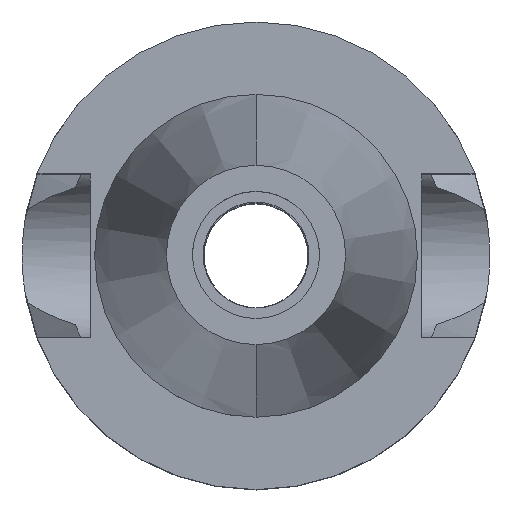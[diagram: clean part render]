
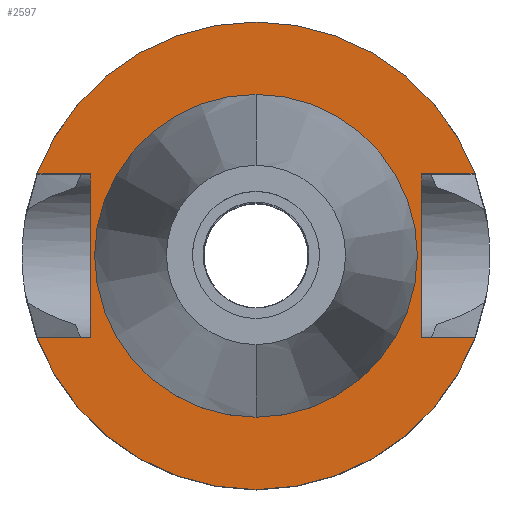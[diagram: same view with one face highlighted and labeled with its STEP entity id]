
A CAD part, top view. The second image highlights one B-rep face of the part: STEP entity #2597.
In plain terms, the highlighted planar face has unit normal (0, 0, 1).
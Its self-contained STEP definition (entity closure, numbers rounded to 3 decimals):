
#47 = DIRECTION ( 'NONE',  ( 0., 0., -1. ) ) ;
#103 = ORIENTED_EDGE ( 'NONE', *, *, #260, .T. ) ;
#144 = CARTESIAN_POINT ( 'NONE',  ( 0., 0., -1. ) ) ;
#149 = CIRCLE ( 'NONE', #1228, 15.875 ) ;
#182 = EDGE_CURVE ( 'NONE', #2347, #1005, #346, .T. ) ;
#260 = EDGE_CURVE ( 'NONE', #1460, #956, #2795, .T. ) ;
#290 = DIRECTION ( 'NONE',  ( 0., 0., -1. ) ) ;
#346 = LINE ( 'NONE', #2723, #1174 ) ;
#350 = ORIENTED_EDGE ( 'NONE', *, *, #1375, .F. ) ;
#364 = VERTEX_POINT ( 'NONE', #1207 ) ;
#382 = CARTESIAN_POINT ( 'NONE',  ( -16.3, -8.05, -1. ) ) ;
#389 = DIRECTION ( 'NONE',  ( 0., 1., 0. ) ) ;
#412 = DIRECTION ( 'NONE',  ( 1., 0., 0. ) ) ;
#431 = DIRECTION ( 'NONE',  ( 0., 0., -1. ) ) ;
#476 = DIRECTION ( 'NONE',  ( 0., -1., 0. ) ) ;
#489 = EDGE_LOOP ( 'NONE', ( #1462, #584 ) ) ;
#579 = EDGE_LOOP ( 'NONE', ( #935, #1572, #103, #1327, #2877, #1017, #1445, #350 ) ) ;
#584 = ORIENTED_EDGE ( 'NONE', *, *, #686, .F. ) ;
#601 = EDGE_CURVE ( 'NONE', #1037, #956, #2966, .T. ) ;
#654 = AXIS2_PLACEMENT_3D ( 'NONE', #1861, #290, #476 ) ;
#677 = CARTESIAN_POINT ( 'NONE',  ( 0., -15.875, -1. ) ) ;
#686 = EDGE_CURVE ( 'NONE', #1419, #1324, #149, .T. ) ;
#719 = CARTESIAN_POINT ( 'NONE',  ( 0., 15.875, -1. ) ) ;
#720 = AXIS2_PLACEMENT_3D ( 'NONE', #2294, #431, #1613 ) ;
#766 = EDGE_CURVE ( 'NONE', #1220, #1037, #806, .T. ) ;
#806 = LINE ( 'NONE', #2667, #2084 ) ;
#829 = LINE ( 'NONE', #382, #2494 ) ;
#832 = EDGE_CURVE ( 'NONE', #1460, #2347, #1286, .T. ) ;
#875 = DIRECTION ( 'NONE',  ( 0., -1., 0. ) ) ;
#894 = CARTESIAN_POINT ( 'NONE',  ( 0., 0., -1. ) ) ;
#904 = DIRECTION ( 'NONE',  ( 0., 1., 0. ) ) ;
#935 = ORIENTED_EDGE ( 'NONE', *, *, #182, .F. ) ;
#956 = VERTEX_POINT ( 'NONE', #2478 ) ;
#988 = CARTESIAN_POINT ( 'NONE',  ( 0., 0., -1. ) ) ;
#1005 = VERTEX_POINT ( 'NONE', #2983 ) ;
#1017 = ORIENTED_EDGE ( 'NONE', *, *, #1755, .F. ) ;
#1037 = VERTEX_POINT ( 'NONE', #1976 ) ;
#1118 = CARTESIAN_POINT ( 'NONE',  ( 21.545, -8.05, -1. ) ) ;
#1124 = EDGE_CURVE ( 'NONE', #1324, #1419, #1880, .T. ) ;
#1174 = VECTOR ( 'NONE', #412, 1000. ) ;
#1179 = VECTOR ( 'NONE', #2068, 1000. ) ;
#1207 = CARTESIAN_POINT ( 'NONE',  ( -21.545, 8.05, -1. ) ) ;
#1216 = LINE ( 'NONE', #2152, #1985 ) ;
#1220 = VERTEX_POINT ( 'NONE', #2787 ) ;
#1228 = AXIS2_PLACEMENT_3D ( 'NONE', #144, #2987, #875 ) ;
#1235 = DIRECTION ( 'NONE',  ( -1., 0., 0. ) ) ;
#1286 = CIRCLE ( 'NONE', #654, 23. ) ;
#1324 = VERTEX_POINT ( 'NONE', #719 ) ;
#1327 = ORIENTED_EDGE ( 'NONE', *, *, #601, .F. ) ;
#1375 = EDGE_CURVE ( 'NONE', #1005, #1737, #829, .T. ) ;
#1392 = CARTESIAN_POINT ( 'NONE',  ( -16.3, 8.05, -1. ) ) ;
#1419 = VERTEX_POINT ( 'NONE', #677 ) ;
#1445 = ORIENTED_EDGE ( 'NONE', *, *, #2136, .T. ) ;
#1454 = DIRECTION ( 'NONE',  ( 1., 0., 0. ) ) ;
#1460 = VERTEX_POINT ( 'NONE', #2619 ) ;
#1462 = ORIENTED_EDGE ( 'NONE', *, *, #1124, .F. ) ;
#1554 = DIRECTION ( 'NONE',  ( 0., -1., 0. ) ) ;
#1572 = ORIENTED_EDGE ( 'NONE', *, *, #832, .F. ) ;
#1613 = DIRECTION ( 'NONE',  ( -0.937, 0.35, 0. ) ) ;
#1737 = VERTEX_POINT ( 'NONE', #1392 ) ;
#1755 = EDGE_CURVE ( 'NONE', #364, #1220, #2036, .T. ) ;
#1789 = CARTESIAN_POINT ( 'NONE',  ( 16.3, 8.05, -1. ) ) ;
#1861 = CARTESIAN_POINT ( 'NONE',  ( 0., 0., -1. ) ) ;
#1880 = CIRCLE ( 'NONE', #2680, 15.875 ) ;
#1976 = CARTESIAN_POINT ( 'NONE',  ( 16.3, 8.05, -1. ) ) ;
#1985 = VECTOR ( 'NONE', #1454, 1000. ) ;
#2036 = CIRCLE ( 'NONE', #720, 23. ) ;
#2068 = DIRECTION ( 'NONE',  ( -1., 0., 0. ) ) ;
#2084 = VECTOR ( 'NONE', #1235, 1000. ) ;
#2136 = EDGE_CURVE ( 'NONE', #364, #1737, #1216, .T. ) ;
#2152 = CARTESIAN_POINT ( 'NONE',  ( -21.545, 8.05, -1. ) ) ;
#2294 = CARTESIAN_POINT ( 'NONE',  ( 0., 0., -1. ) ) ;
#2347 = VERTEX_POINT ( 'NONE', #2695 ) ;
#2443 = FACE_OUTER_BOUND ( 'NONE', #579, .T. ) ;
#2478 = CARTESIAN_POINT ( 'NONE',  ( 16.3, -8.05, -1. ) ) ;
#2480 = VECTOR ( 'NONE', #1554, 1000. ) ;
#2494 = VECTOR ( 'NONE', #904, 1000. ) ;
#2527 = DIRECTION ( 'NONE',  ( 0., 0., 1. ) ) ;
#2597 = ADVANCED_FACE ( 'NONE', ( #2443, #2677 ), #2641, .F. ) ;
#2619 = CARTESIAN_POINT ( 'NONE',  ( 21.545, -8.05, -1. ) ) ;
#2641 = PLANE ( 'NONE',  #2694 ) ;
#2667 = CARTESIAN_POINT ( 'NONE',  ( 21.545, 8.05, -1. ) ) ;
#2677 = FACE_BOUND ( 'NONE', #489, .T. ) ;
#2680 = AXIS2_PLACEMENT_3D ( 'NONE', #894, #2527, #389 ) ;
#2694 = AXIS2_PLACEMENT_3D ( 'NONE', #988, #47, #2868 ) ;
#2695 = CARTESIAN_POINT ( 'NONE',  ( -21.545, -8.05, -1. ) ) ;
#2723 = CARTESIAN_POINT ( 'NONE',  ( -21.545, -8.05, -1. ) ) ;
#2787 = CARTESIAN_POINT ( 'NONE',  ( 21.545, 8.05, -1. ) ) ;
#2795 = LINE ( 'NONE', #1118, #1179 ) ;
#2868 = DIRECTION ( 'NONE',  ( 0., -1., 0. ) ) ;
#2877 = ORIENTED_EDGE ( 'NONE', *, *, #766, .F. ) ;
#2966 = LINE ( 'NONE', #1789, #2480 ) ;
#2983 = CARTESIAN_POINT ( 'NONE',  ( -16.3, -8.05, -1. ) ) ;
#2987 = DIRECTION ( 'NONE',  ( 0., 0., 1. ) ) ;
